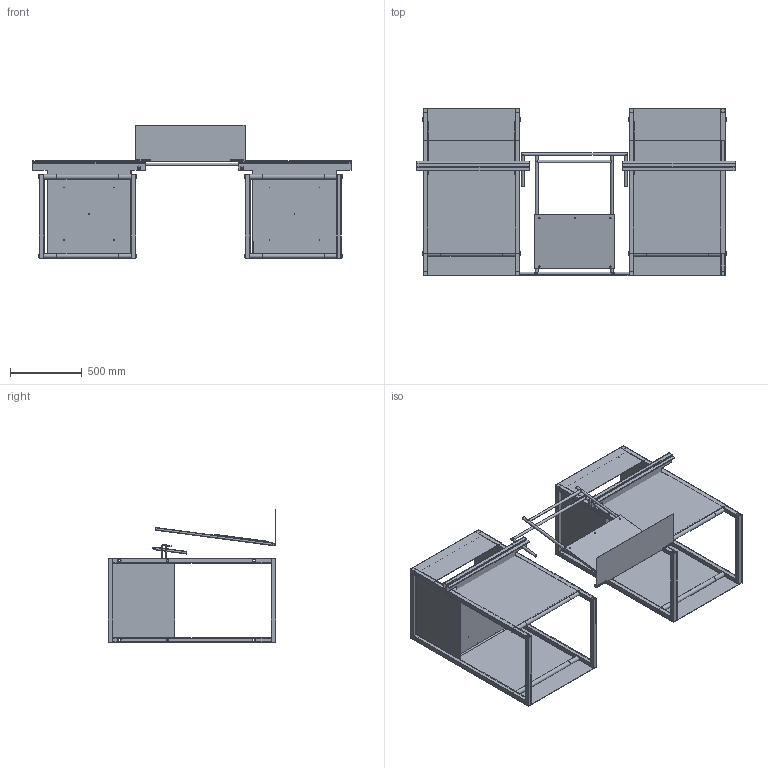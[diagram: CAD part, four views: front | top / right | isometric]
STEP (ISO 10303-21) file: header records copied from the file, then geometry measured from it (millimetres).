
FILE_DESCRIPTION(/* description */ (''),/* implementation_level */ '2;1');
FILE_NAME(/* name */ 'GE-17261_ASM_12_ASM.stp',/* time_stamp */ '2017-01-08T13:49:23-05:00',/* author */ ('jeff1'),/* organization */ (''),/* preprocessor_version */ 'ST-DEVELOPER v16.5',/* originating_system */ 'Autodesk Inventor 2017',/* authorisation */ '');
FILE_SCHEMA (('AUTOMOTIVE_DESIGN { 1 0 10303 214 3 1 1 }'));
Length unit declared in the file: inch
Products named in the file (27): GE-17261_ASM_12_ASM; GE-17250_ASM_13_ASM; GE-17251_ASM_7_ASM; GE-17251-01_3; GE-17251-02_2; GE-17251-03_4; GE-17252_ASM_6_ASM; GE-17252-01_6; GE-17252-02_6; GE-17252-03_3; GE-17252-05_3; GE-17252-06_4; GE-17253_2; GE-17264_6; GE-17254_ASM_25_ASM; GE-17256_3; GE-17255_ASM_11_ASM; GE-17255-02_5; GE-17255-01_8; GE-17255-03_2; GE-17257_6; GE-17258_10; GE-17259_7; GE-17260_5; GE-17263_6; GE-17262_5; GE-17262_REVB_8
Assembly tree (42 placements, depth 4):
  GE-17261_ASM_12_ASM
    GE-17250_ASM_13_ASM
      GE-17251_ASM_7_ASM
        GE-17251-01_3
        GE-17251-02_2  x2
        GE-17251-03_4  x2
      GE-17252_ASM_6_ASM
        GE-17252-01_6
        GE-17252-02_6  x2
        GE-17252-03_3  x2
        GE-17252-05_3
        GE-17252-06_4  x2
      GE-17253_2
      GE-17264_6
    GE-17254_ASM_25_ASM  x2
      GE-17255_ASM_11_ASM
        GE-17255-01_8  x2
        GE-17255-02_5  x2
        GE-17255-03_2  x4
      GE-17256_3
      GE-17257_6
      GE-17258_10
      GE-17259_7
      GE-17260_5
      GE-17263_6
      GE-17262_5
      GE-17262_REVB_8
Bounding box: 2225.68 x 1168.4 x 930.27 mm (x, y, z)
Volume: 32462330.9 mm3; surface area: 16818486.5 mm2
Topology: 71 solids, 71 shells, 608 faces, 1400 edges, 902 vertices
Faces by surface type: plane 434, cylinder 174
Full cylindrical faces by diameter (mm): 4.851 x10, 6.35 x16, 9.525 x5, 12.7 x3, 12.954 x10, 14.224 x16, 19.05 x26, 25.4 x48, 26.645 x8, 33.401 x8
Entity records: 5709 total; most frequent: CARTESIAN_POINT 973, DIRECTION 934, ORIENTED_EDGE 684, AXIS2_PLACEMENT_3D 351, EDGE_CURVE 342, EDGE_LOOP 282, VERTEX_POINT 246, LINE 232
